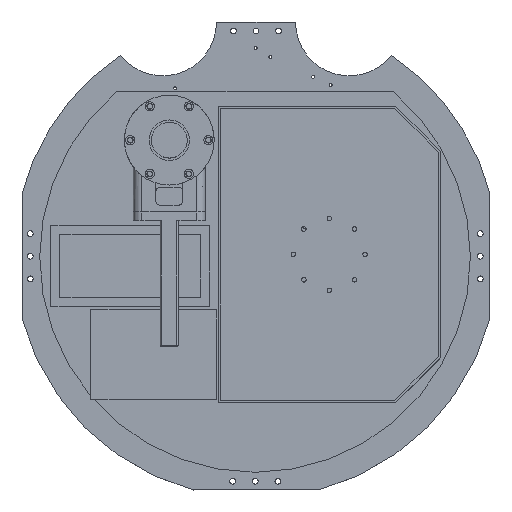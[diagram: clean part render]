
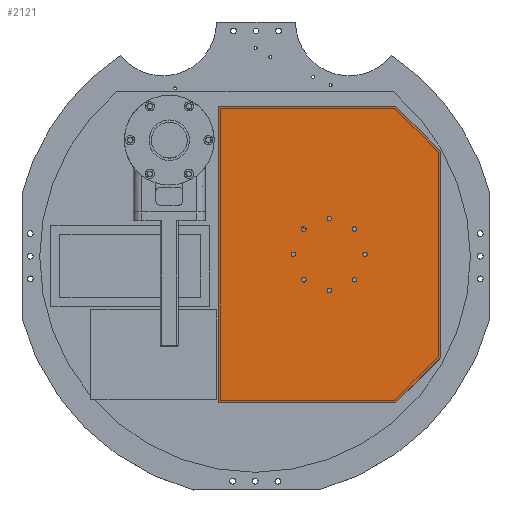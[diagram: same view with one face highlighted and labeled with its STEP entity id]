
A CAD part, top view. The second image highlights one B-rep face of the part: STEP entity #2121.
In plain terms, the highlighted face is planar.
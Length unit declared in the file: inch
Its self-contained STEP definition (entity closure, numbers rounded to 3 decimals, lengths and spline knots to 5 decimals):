
#1081=FACE_BOUND('',#3388,.T.);
#1082=FACE_BOUND('',#3389,.T.);
#1083=FACE_BOUND('',#3390,.T.);
#1084=FACE_BOUND('',#3391,.T.);
#1085=FACE_BOUND('',#3392,.T.);
#1086=FACE_BOUND('',#3393,.T.);
#1087=FACE_BOUND('',#3394,.T.);
#1088=FACE_BOUND('',#3395,.T.);
#1089=FACE_BOUND('',#3396,.T.);
#1568=CIRCLE('',#8742,0.0625);
#1569=CIRCLE('',#8743,0.0625);
#1570=CIRCLE('',#8744,0.0625);
#1571=CIRCLE('',#8745,0.0625);
#1572=CIRCLE('',#8746,0.0625);
#1573=CIRCLE('',#8747,0.0625);
#1574=CIRCLE('',#8748,0.0625);
#1575=CIRCLE('',#8749,0.0625);
#2121=ADVANCED_FACE('',(#1081,#1082,#1083,#1084,#1085,#1086,#1087,#1088,
#1089),#2367,.F.);
#2367=PLANE('',#8750);
#3388=EDGE_LOOP('',(#5122));
#3389=EDGE_LOOP('',(#5123));
#3390=EDGE_LOOP('',(#5124));
#3391=EDGE_LOOP('',(#5125));
#3392=EDGE_LOOP('',(#5126));
#3393=EDGE_LOOP('',(#5127));
#3394=EDGE_LOOP('',(#5128));
#3395=EDGE_LOOP('',(#5129));
#3396=EDGE_LOOP('',(#5130,#5131,#5132,#5133,#5134,#5135));
#5122=ORIENTED_EDGE('',*,*,#6868,.F.);
#5123=ORIENTED_EDGE('',*,*,#6869,.F.);
#5124=ORIENTED_EDGE('',*,*,#6870,.F.);
#5125=ORIENTED_EDGE('',*,*,#6871,.F.);
#5126=ORIENTED_EDGE('',*,*,#6872,.F.);
#5127=ORIENTED_EDGE('',*,*,#6873,.F.);
#5128=ORIENTED_EDGE('',*,*,#6874,.F.);
#5129=ORIENTED_EDGE('',*,*,#6875,.F.);
#5130=ORIENTED_EDGE('',*,*,#6876,.F.);
#5131=ORIENTED_EDGE('',*,*,#6877,.F.);
#5132=ORIENTED_EDGE('',*,*,#6878,.F.);
#5133=ORIENTED_EDGE('',*,*,#6879,.F.);
#5134=ORIENTED_EDGE('',*,*,#6880,.F.);
#5135=ORIENTED_EDGE('',*,*,#6881,.F.);
#5964=VERTEX_POINT('',#13563);
#5965=VERTEX_POINT('',#13565);
#5966=VERTEX_POINT('',#13567);
#5967=VERTEX_POINT('',#13569);
#5968=VERTEX_POINT('',#13571);
#5969=VERTEX_POINT('',#13573);
#5970=VERTEX_POINT('',#13575);
#5971=VERTEX_POINT('',#13577);
#5972=VERTEX_POINT('',#13579);
#5973=VERTEX_POINT('',#13580);
#5974=VERTEX_POINT('',#13582);
#5975=VERTEX_POINT('',#13584);
#5976=VERTEX_POINT('',#13586);
#5977=VERTEX_POINT('',#13588);
#6868=EDGE_CURVE('',#5964,#5964,#1568,.T.);
#6869=EDGE_CURVE('',#5965,#5965,#1569,.T.);
#6870=EDGE_CURVE('',#5966,#5966,#1570,.T.);
#6871=EDGE_CURVE('',#5967,#5967,#1571,.T.);
#6872=EDGE_CURVE('',#5968,#5968,#1572,.T.);
#6873=EDGE_CURVE('',#5969,#5969,#1573,.T.);
#6874=EDGE_CURVE('',#5970,#5970,#1574,.T.);
#6875=EDGE_CURVE('',#5971,#5971,#1575,.T.);
#6876=EDGE_CURVE('',#5972,#5973,#7329,.T.);
#6877=EDGE_CURVE('',#5974,#5972,#7330,.T.);
#6878=EDGE_CURVE('',#5975,#5974,#7331,.T.);
#6879=EDGE_CURVE('',#5976,#5975,#7332,.T.);
#6880=EDGE_CURVE('',#5977,#5976,#7333,.T.);
#6881=EDGE_CURVE('',#5973,#5977,#7334,.T.);
#7329=LINE('',#13578,#7782);
#7330=LINE('',#13581,#7783);
#7331=LINE('',#13583,#7784);
#7332=LINE('',#13585,#7785);
#7333=LINE('',#13587,#7786);
#7334=LINE('',#13589,#7787);
#7782=VECTOR('',#10959,1.);
#7783=VECTOR('',#10960,1.);
#7784=VECTOR('',#10961,1.);
#7785=VECTOR('',#10962,1.);
#7786=VECTOR('',#10963,1.);
#7787=VECTOR('',#10964,1.);
#8742=AXIS2_PLACEMENT_3D('',#13562,#10943,#10944);
#8743=AXIS2_PLACEMENT_3D('',#13564,#10945,#10946);
#8744=AXIS2_PLACEMENT_3D('',#13566,#10947,#10948);
#8745=AXIS2_PLACEMENT_3D('',#13568,#10949,#10950);
#8746=AXIS2_PLACEMENT_3D('',#13570,#10951,#10952);
#8747=AXIS2_PLACEMENT_3D('',#13572,#10953,#10954);
#8748=AXIS2_PLACEMENT_3D('',#13574,#10955,#10956);
#8749=AXIS2_PLACEMENT_3D('',#13576,#10957,#10958);
#8750=AXIS2_PLACEMENT_3D('',#13590,#10965,#10966);
#10943=DIRECTION('',(-1.,0.,0.));
#10944=DIRECTION('',(0.,0.707,-0.707));
#10945=DIRECTION('',(-1.,0.,0.));
#10946=DIRECTION('',(0.,0.707,-0.707));
#10947=DIRECTION('',(-1.,0.,0.));
#10948=DIRECTION('',(0.,0.707,-0.707));
#10949=DIRECTION('',(-1.,0.,0.));
#10950=DIRECTION('',(0.,0.707,-0.707));
#10951=DIRECTION('',(-1.,0.,0.));
#10952=DIRECTION('',(0.,0.707,-0.707));
#10953=DIRECTION('',(-1.,0.,0.));
#10954=DIRECTION('',(0.,0.707,-0.707));
#10955=DIRECTION('',(-1.,0.,0.));
#10956=DIRECTION('',(0.,0.707,-0.707));
#10957=DIRECTION('',(-1.,0.,0.));
#10958=DIRECTION('',(0.,0.707,-0.707));
#10959=DIRECTION('',(0.,0.707,-0.707));
#10960=DIRECTION('',(0.,0.,-1.));
#10961=DIRECTION('',(0.,-1.,0.));
#10962=DIRECTION('',(0.,0.,1.));
#10963=DIRECTION('',(0.,0.707,0.707));
#10964=DIRECTION('',(0.,1.,0.));
#10965=DIRECTION('',(1.,0.,0.));
#10966=DIRECTION('',(0.,0.,-1.));
#13562=CARTESIAN_POINT('',(0.,0.,1.));
#13563=CARTESIAN_POINT('',(0.,0.04419,0.95581));
#13564=CARTESIAN_POINT('',(0.,-0.70711,0.70711));
#13565=CARTESIAN_POINT('',(0.,-0.66291,0.66291));
#13566=CARTESIAN_POINT('',(0.,-1.,0.));
#13567=CARTESIAN_POINT('',(0.,-0.95581,-0.04419));
#13568=CARTESIAN_POINT('',(0.,-0.70711,-0.70711));
#13569=CARTESIAN_POINT('',(0.,-0.66291,-0.7513));
#13570=CARTESIAN_POINT('',(0.,0.,-1.));
#13571=CARTESIAN_POINT('',(0.,0.04419,-1.04419));
#13572=CARTESIAN_POINT('',(0.,0.70711,-0.70711));
#13573=CARTESIAN_POINT('',(0.,0.7513,-0.7513));
#13574=CARTESIAN_POINT('',(0.,1.,0.));
#13575=CARTESIAN_POINT('',(0.,1.04419,-0.04419));
#13576=CARTESIAN_POINT('',(0.,0.70711,0.70711));
#13577=CARTESIAN_POINT('',(0.,0.7513,0.66291));
#13578=CARTESIAN_POINT('',(0.,-4.125,-1.85));
#13579=CARTESIAN_POINT('',(0.,-4.125,-1.85));
#13580=CARTESIAN_POINT('',(0.,-2.875,-3.1));
#13581=CARTESIAN_POINT('',(0.,-4.125,3.1));
#13582=CARTESIAN_POINT('',(0.,-4.125,3.1));
#13583=CARTESIAN_POINT('',(0.,4.125,3.1));
#13584=CARTESIAN_POINT('',(0.,4.125,3.1));
#13585=CARTESIAN_POINT('',(0.,4.125,-3.1));
#13586=CARTESIAN_POINT('',(0.,4.125,-1.85));
#13587=CARTESIAN_POINT('',(0.,2.875,-3.1));
#13588=CARTESIAN_POINT('',(0.,2.875,-3.1));
#13589=CARTESIAN_POINT('',(0.,-4.125,-3.1));
#13590=CARTESIAN_POINT('',(0.,0.,0.));
